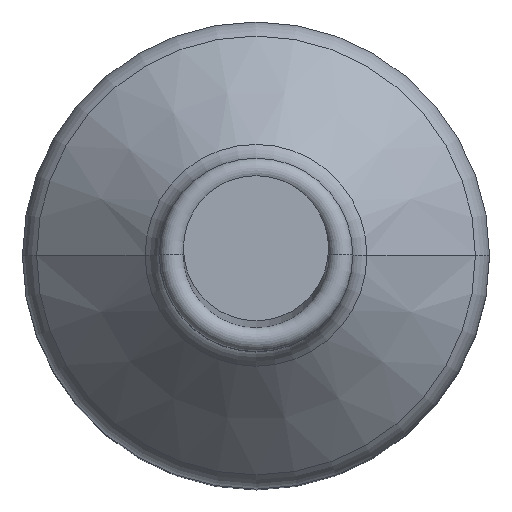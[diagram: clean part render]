
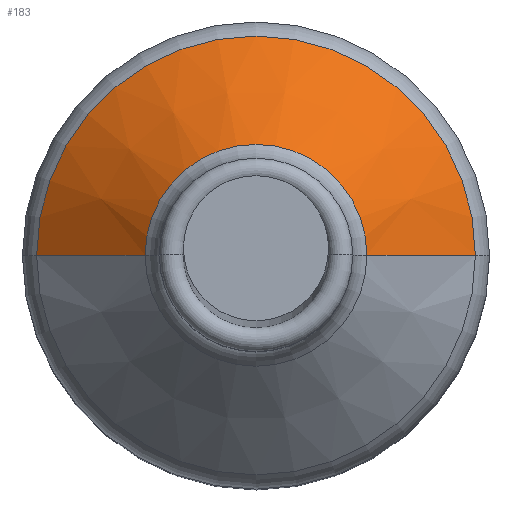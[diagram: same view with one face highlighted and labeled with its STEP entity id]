
A CAD part, top view. The second image highlights one B-rep face of the part: STEP entity #183.
In plain terms, the highlighted conical face has half-angle 45 degrees and reference radius 42.678 mm.
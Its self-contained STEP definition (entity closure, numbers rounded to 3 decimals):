
#20 = LINE ( 'NONE', #392, #404 ) ;
#22 = ORIENTED_EDGE ( 'NONE', *, *, #167, .T. ) ;
#28 = DIRECTION ( 'NONE',  ( 0., 0., 1. ) ) ;
#92 = DIRECTION ( 'NONE',  ( 0., 0., -1. ) ) ;
#96 = AXIS2_PLACEMENT_3D ( 'NONE', #499, #28, #452 ) ;
#113 = CIRCLE ( 'NONE', #149, 56.694 ) ;
#134 = EDGE_CURVE ( 'NONE', #342, #237, #20, .T. ) ;
#135 = EDGE_CURVE ( 'NONE', #237, #291, #113, .T. ) ;
#139 = DIRECTION ( 'NONE',  ( -0.707, 0., -0.707 ) ) ;
#149 = AXIS2_PLACEMENT_3D ( 'NONE', #307, #354, #475 ) ;
#157 = CARTESIAN_POINT ( 'NONE',  ( -28.661, 0., 24.045 ) ) ;
#167 = EDGE_CURVE ( 'NONE', #363, #291, #180, .T. ) ;
#180 = LINE ( 'NONE', #221, #547 ) ;
#183 = ADVANCED_FACE ( 'NONE', ( #264 ), #510, .T. ) ;
#221 = CARTESIAN_POINT ( 'NONE',  ( 42.678, 0., 10.028 ) ) ;
#233 = EDGE_CURVE ( 'NONE', #363, #342, #338, .T. ) ;
#237 = VERTEX_POINT ( 'NONE', #369 ) ;
#264 = FACE_OUTER_BOUND ( 'NONE', #403, .T. ) ;
#273 = ORIENTED_EDGE ( 'NONE', *, *, #233, .F. ) ;
#274 = AXIS2_PLACEMENT_3D ( 'NONE', #531, #92, #432 ) ;
#291 = VERTEX_POINT ( 'NONE', #331 ) ;
#307 = CARTESIAN_POINT ( 'NONE',  ( 0., 0., -3.988 ) ) ;
#331 = CARTESIAN_POINT ( 'NONE',  ( 56.694, 0., -3.988 ) ) ;
#338 = CIRCLE ( 'NONE', #96, 28.661 ) ;
#342 = VERTEX_POINT ( 'NONE', #157 ) ;
#354 = DIRECTION ( 'NONE',  ( 0., 0., -1. ) ) ;
#359 = ORIENTED_EDGE ( 'NONE', *, *, #135, .F. ) ;
#363 = VERTEX_POINT ( 'NONE', #378 ) ;
#369 = CARTESIAN_POINT ( 'NONE',  ( -56.694, 0., -3.988 ) ) ;
#378 = CARTESIAN_POINT ( 'NONE',  ( 28.661, 0., 24.045 ) ) ;
#392 = CARTESIAN_POINT ( 'NONE',  ( -42.678, 0., 10.028 ) ) ;
#395 = DIRECTION ( 'NONE',  ( 0.707, 0., -0.707 ) ) ;
#403 = EDGE_LOOP ( 'NONE', ( #273, #22, #359, #514 ) ) ;
#404 = VECTOR ( 'NONE', #139, 1000. ) ;
#432 = DIRECTION ( 'NONE',  ( -1., 0., 0. ) ) ;
#452 = DIRECTION ( 'NONE',  ( 1., 0., 0. ) ) ;
#475 = DIRECTION ( 'NONE',  ( 1., 0., 0. ) ) ;
#499 = CARTESIAN_POINT ( 'NONE',  ( 0., 0., 24.045 ) ) ;
#510 = CONICAL_SURFACE ( 'NONE', #274, 42.678, 0.785 ) ;
#514 = ORIENTED_EDGE ( 'NONE', *, *, #134, .F. ) ;
#531 = CARTESIAN_POINT ( 'NONE',  ( 0., 0., 10.028 ) ) ;
#547 = VECTOR ( 'NONE', #395, 1000. ) ;
